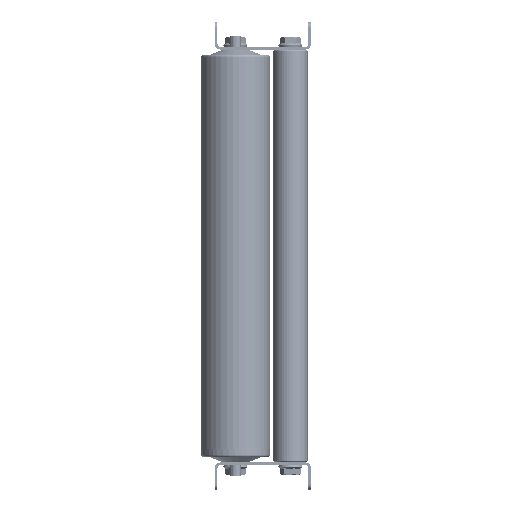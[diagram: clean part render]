
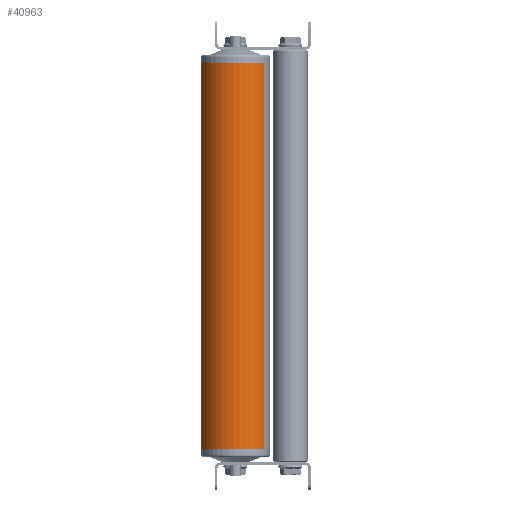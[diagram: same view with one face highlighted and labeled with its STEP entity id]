
A CAD part, left-side view. The second image highlights one B-rep face of the part: STEP entity #40963.
In plain terms, the highlighted cylindrical face has radius 25 mm (diameter 50 mm), a partial arc.
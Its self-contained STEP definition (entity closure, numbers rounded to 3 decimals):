
#3571 = DIRECTION ( 'NONE',  ( 1., 0., 0. ) ) ;
#3893 = ORIENTED_EDGE ( 'NONE', *, *, #36714, .F. ) ;
#4448 = CARTESIAN_POINT ( 'NONE',  ( 0., 0., 25. ) ) ;
#4789 = CIRCLE ( 'NONE', #26754, 25. ) ;
#5988 = EDGE_CURVE ( 'NONE', #44161, #20568, #7922, .T. ) ;
#7922 = CIRCLE ( 'NONE', #42473, 25. ) ;
#11815 = FACE_OUTER_BOUND ( 'NONE', #44762, .T. ) ;
#12528 = CARTESIAN_POINT ( 'NONE',  ( 280., 0., 25. ) ) ;
#15045 = VECTOR ( 'NONE', #37916, 1000. ) ;
#15054 = ORIENTED_EDGE ( 'NONE', *, *, #38948, .F. ) ;
#16554 = EDGE_CURVE ( 'NONE', #40067, #44161, #35534, .T. ) ;
#17404 = VECTOR ( 'NONE', #34562, 1000. ) ;
#18629 = CARTESIAN_POINT ( 'NONE',  ( 280., 0., 0. ) ) ;
#20568 = VERTEX_POINT ( 'NONE', #4448 ) ;
#26754 = AXIS2_PLACEMENT_3D ( 'NONE', #18629, #3571, #58284 ) ;
#26862 = CYLINDRICAL_SURFACE ( 'NONE', #63565, 25. ) ;
#29551 = ORIENTED_EDGE ( 'NONE', *, *, #5988, .T. ) ;
#32306 = CARTESIAN_POINT ( 'NONE',  ( 0., 0., 0. ) ) ;
#33321 = CARTESIAN_POINT ( 'NONE',  ( 280., 0., 25. ) ) ;
#34562 = DIRECTION ( 'NONE',  ( -1., 0., 0. ) ) ;
#35534 = LINE ( 'NONE', #59511, #17404 ) ;
#36714 = EDGE_CURVE ( 'NONE', #40067, #57491, #4789, .T. ) ;
#37916 = DIRECTION ( 'NONE',  ( -1., 0., 0. ) ) ;
#38948 = EDGE_CURVE ( 'NONE', #57491, #20568, #47449, .T. ) ;
#40067 = VERTEX_POINT ( 'NONE', #40511 ) ;
#40511 = CARTESIAN_POINT ( 'NONE',  ( 280., 0., -25. ) ) ;
#40963 = ADVANCED_FACE ( 'NONE', ( #11815 ), #26862, .T. ) ;
#42473 = AXIS2_PLACEMENT_3D ( 'NONE', #32306, #46741, #52305 ) ;
#44161 = VERTEX_POINT ( 'NONE', #49270 ) ;
#44762 = EDGE_LOOP ( 'NONE', ( #3893, #55486, #29551, #15054 ) ) ;
#45560 = DIRECTION ( 'NONE',  ( 0., 0., 1. ) ) ;
#46741 = DIRECTION ( 'NONE',  ( 1., 0., 0. ) ) ;
#47449 = LINE ( 'NONE', #33321, #15045 ) ;
#49270 = CARTESIAN_POINT ( 'NONE',  ( 0., 0., -25. ) ) ;
#52305 = DIRECTION ( 'NONE',  ( 0., 0., -1. ) ) ;
#55486 = ORIENTED_EDGE ( 'NONE', *, *, #16554, .T. ) ;
#55716 = CARTESIAN_POINT ( 'NONE',  ( 280., 0., 0. ) ) ;
#57029 = DIRECTION ( 'NONE',  ( -1., 0., 0. ) ) ;
#57491 = VERTEX_POINT ( 'NONE', #12528 ) ;
#58284 = DIRECTION ( 'NONE',  ( 0., 0., -1. ) ) ;
#59511 = CARTESIAN_POINT ( 'NONE',  ( 280., 0., -25. ) ) ;
#63565 = AXIS2_PLACEMENT_3D ( 'NONE', #55716, #57029, #45560 ) ;
